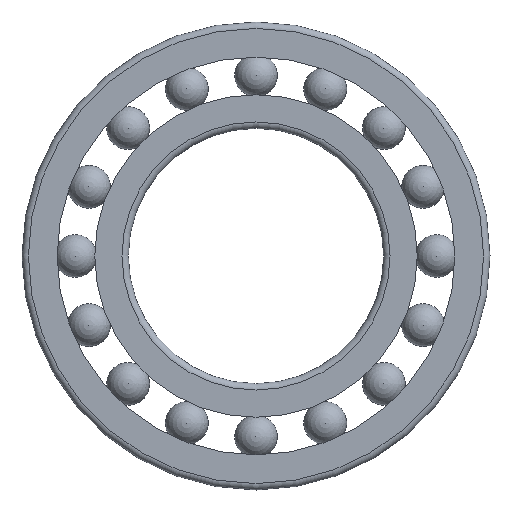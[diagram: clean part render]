
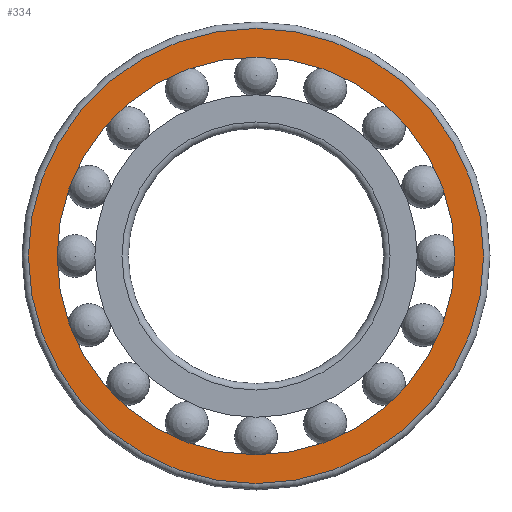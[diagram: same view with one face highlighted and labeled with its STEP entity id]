
A CAD part, left-side view. The second image highlights one B-rep face of the part: STEP entity #334.
In plain terms, the highlighted planar face has unit normal (-1, 0, 0).
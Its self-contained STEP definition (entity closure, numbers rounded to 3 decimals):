
#194=ORIENTED_EDGE('',*,*,#216,.T.);
#195=ORIENTED_EDGE('',*,*,#217,.F.);
#216=EDGE_CURVE('',#232,#232,#249,.T.);
#217=EDGE_CURVE('',#233,#233,#250,.T.);
#232=VERTEX_POINT('',#615);
#233=VERTEX_POINT('',#617);
#249=CIRCLE('',#400,46.746);
#250=CIRCLE('',#401,53.5);
#275=EDGE_LOOP('',(#194));
#276=EDGE_LOOP('',(#195));
#307=FACE_BOUND('',#275,.T.);
#308=FACE_BOUND('',#276,.T.);
#322=PLANE('',#399);
#334=ADVANCED_FACE('',(#307,#308),#322,.T.);
#399=AXIS2_PLACEMENT_3D('',#613,#489,#490);
#400=AXIS2_PLACEMENT_3D('',#614,#491,#492);
#401=AXIS2_PLACEMENT_3D('',#616,#493,#494);
#489=DIRECTION('',(-1.,0.,0.));
#490=DIRECTION('',(0.,0.,1.));
#491=DIRECTION('',(1.,0.,0.));
#492=DIRECTION('',(0.,0.,-1.));
#493=DIRECTION('',(1.,0.,0.));
#494=DIRECTION('',(0.,0.,-1.));
#613=CARTESIAN_POINT('',(0.,53.5,0.));
#614=CARTESIAN_POINT('',(0.,0.,0.));
#615=CARTESIAN_POINT('',(0.,0.,-46.746));
#616=CARTESIAN_POINT('',(0.,0.,0.));
#617=CARTESIAN_POINT('',(0.,0.,-53.5));
